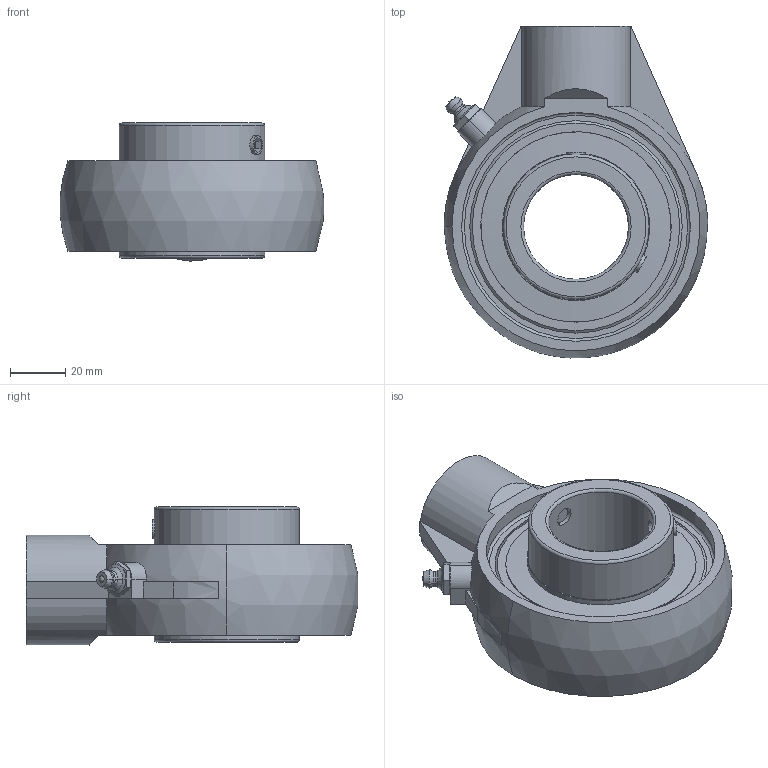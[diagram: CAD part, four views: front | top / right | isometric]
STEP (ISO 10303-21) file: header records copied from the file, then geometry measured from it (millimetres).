
FILE_DESCRIPTION(('HOOPS Exchange Step'),'2;1');
FILE_NAME('export-8E2E6813-07F8-47C1-A905-6231237FDE8F.stp','2019-12-13T13:36:53-08:00',('ibuslach'),('Alibre'),'HOOPS Exchange 2019.2','Alibre','Unknown authorisation');
FILE_SCHEMA( ('AP242_MANAGED_MODEL_BASED_3D_ENGINEERING_MIM_LF {1 0 10303 442 1 1 4 }') );
Length unit declared in the file: centimetre
Products named in the file (7): SUC 208-24 RACES; SUC 208 SHIELD; SUC 208 SS; MRN SUC 208-24; MRN SHA 208; ZERK 6mm; MRN SUCHA 208-24
Assembly tree (8 placements, depth 3):
  MRN SUCHA 208-24
    MRN SUC 208-24
      SUC 208-24 RACES
      SUC 208 SHIELD  x2
      SUC 208 SS  x2
    MRN SHA 208
    ZERK 6mm
Bounding box: 95.81 x 120.62 x 50.17 mm (x, y, z)
Volume: 166719.6 mm3; surface area: 64725.4 mm2
Topology: 8 solids, 8 shells, 166 faces, 429 edges, 277 vertices
Faces by surface type: plane 65, cylinder 40, cone 32, torus 14, sphere 11, bspline 4
Full cylindrical faces by diameter (mm): 1.505 x2, 6 x2, 6.782 x4, 19.05 x1, 38.1 x1, 52.832 x3, 53.594 x2, 69.215 x3, 83.195 x1, 85.195 x1
Entity records: 7975 total; most frequent: CARTESIAN_POINT 4123, DIRECTION 828, ORIENTED_EDGE 754, EDGE_CURVE 377, AXIS2_PLACEMENT_3D 350, VERTEX_POINT 246, CIRCLE 182, EDGE_LOOP 171
